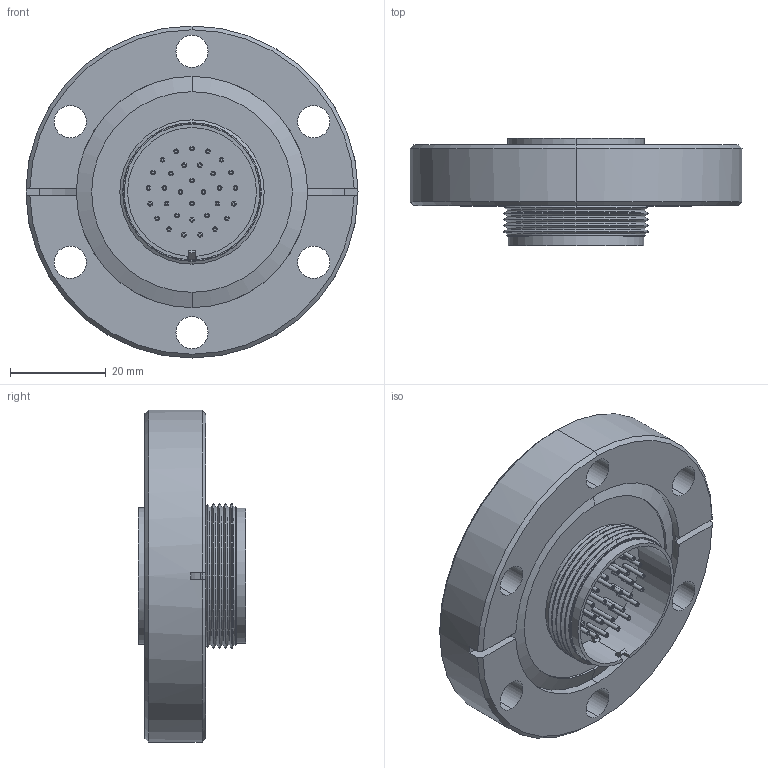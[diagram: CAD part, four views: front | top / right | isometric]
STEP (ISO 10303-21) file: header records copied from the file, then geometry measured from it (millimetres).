
FILE_DESCRIPTION (( 'STEP AP203' ), '1' );
FILE_NAME ('A8232-5-CF.STEP', '2013-04-12T12:31:20', ( '' ), ( '' ), 'SwSTEP 2.0', 'SolidWorks 2012', '' );
FILE_SCHEMA (( 'CONFIG_CONTROL_DESIGN' ));
Length unit declared in the file: inch
Products named in the file (1): A8232-5-CF
Bounding box: 69.34 x 22.48 x 69.34 mm (x, y, z)
Volume: 30581.5 mm3; surface area: 18270.4 mm2
Topology: 1 solids, 1 shells, 462 faces, 1122 edges, 731 vertices
Faces by surface type: cylinder 187, bspline 128, plane 116, cone 31
Entity records: 15415 total; most frequent: CARTESIAN_POINT 4743, DIRECTION 2298, ORIENTED_EDGE 2244, EDGE_CURVE 1122, AXIS2_PLACEMENT_3D 986, VERTEX_POINT 731, CIRCLE 651, EDGE_LOOP 547
